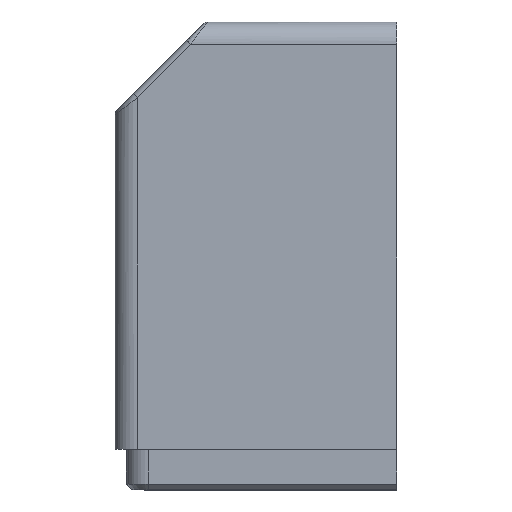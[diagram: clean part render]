
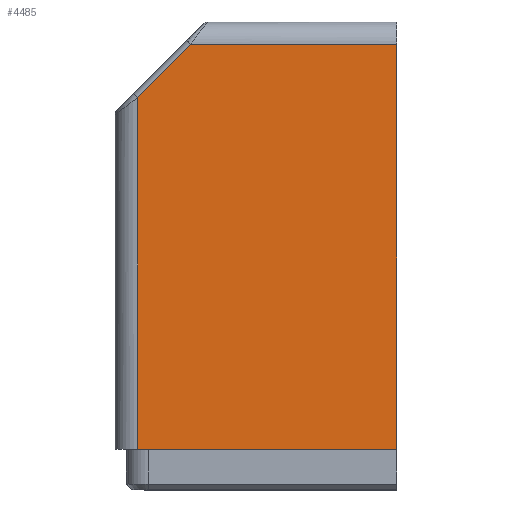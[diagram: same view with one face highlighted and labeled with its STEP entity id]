
A CAD part, left-side view. The second image highlights one B-rep face of the part: STEP entity #4485.
In plain terms, the highlighted planar face has unit normal (-1, 0, 0).
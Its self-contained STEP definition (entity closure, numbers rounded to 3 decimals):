
#55 = ORIENTED_EDGE ( 'NONE', *, *, #3326, .T. ) ;
#167 = LINE ( 'NONE', #6848, #7119 ) ;
#206 = VECTOR ( 'NONE', #3317, 1000. ) ;
#452 = ORIENTED_EDGE ( 'NONE', *, *, #3196, .T. ) ;
#499 = CARTESIAN_POINT ( 'NONE',  ( 55.393, 18., -5.262 ) ) ;
#566 = EDGE_CURVE ( 'NONE', #6459, #6269, #4711, .T. ) ;
#637 = DIRECTION ( 'NONE',  ( 0., 0., -1. ) ) ;
#1163 = VERTEX_POINT ( 'NONE', #4087 ) ;
#1202 = ORIENTED_EDGE ( 'NONE', *, *, #566, .F. ) ;
#1329 = PLANE ( 'NONE',  #4791 ) ;
#2366 = CARTESIAN_POINT ( 'NONE',  ( 55.393, 18., -43.162 ) ) ;
#2514 = CARTESIAN_POINT ( 'NONE',  ( 55.393, -5., -43.162 ) ) ;
#2701 = LINE ( 'NONE', #499, #4393 ) ;
#2766 = VERTEX_POINT ( 'NONE', #4674 ) ;
#2844 = DIRECTION ( 'NONE',  ( 0., 1., 0. ) ) ;
#3076 = DIRECTION ( 'NONE',  ( 1., 0., 0. ) ) ;
#3196 = EDGE_CURVE ( 'NONE', #1163, #2766, #3872, .T. ) ;
#3317 = DIRECTION ( 'NONE',  ( 0., 0.707, -0.707 ) ) ;
#3326 = EDGE_CURVE ( 'NONE', #6116, #1163, #167, .T. ) ;
#3343 = VECTOR ( 'NONE', #637, 1000. ) ;
#3508 = ORIENTED_EDGE ( 'NONE', *, *, #6594, .F. ) ;
#3565 = DIRECTION ( 'NONE',  ( 0., 1., 0. ) ) ;
#3606 = CARTESIAN_POINT ( 'NONE',  ( 55.393, 20., -43.162 ) ) ;
#3623 = FACE_OUTER_BOUND ( 'NONE', #3684, .T. ) ;
#3684 = EDGE_LOOP ( 'NONE', ( #5694, #1202, #3508, #55, #452 ) ) ;
#3872 = LINE ( 'NONE', #5432, #206 ) ;
#3890 = LINE ( 'NONE', #6181, #3343 ) ;
#4087 = CARTESIAN_POINT ( 'NONE',  ( 55.393, 13.293, -7.262 ) ) ;
#4321 = VECTOR ( 'NONE', #3565, 1000. ) ;
#4380 = DIRECTION ( 'NONE',  ( 0., 0., -1. ) ) ;
#4393 = VECTOR ( 'NONE', #4380, 1000. ) ;
#4485 = ADVANCED_FACE ( 'NONE', ( #3623 ), #1329, .F. ) ;
#4674 = CARTESIAN_POINT ( 'NONE',  ( 55.393, 18., -11.969 ) ) ;
#4711 = LINE ( 'NONE', #3606, #4321 ) ;
#4767 = DIRECTION ( 'NONE',  ( 0., 0., -1. ) ) ;
#4791 = AXIS2_PLACEMENT_3D ( 'NONE', #5877, #3076, #4767 ) ;
#5432 = CARTESIAN_POINT ( 'NONE',  ( 55.393, 15.646, -9.616 ) ) ;
#5694 = ORIENTED_EDGE ( 'NONE', *, *, #6208, .T. ) ;
#5877 = CARTESIAN_POINT ( 'NONE',  ( 55.393, 20., -5.262 ) ) ;
#5978 = CARTESIAN_POINT ( 'NONE',  ( 55.393, -5., -7.262 ) ) ;
#6116 = VERTEX_POINT ( 'NONE', #5978 ) ;
#6181 = CARTESIAN_POINT ( 'NONE',  ( 55.393, -5., -7.262 ) ) ;
#6208 = EDGE_CURVE ( 'NONE', #2766, #6269, #2701, .T. ) ;
#6269 = VERTEX_POINT ( 'NONE', #2366 ) ;
#6459 = VERTEX_POINT ( 'NONE', #2514 ) ;
#6594 = EDGE_CURVE ( 'NONE', #6116, #6459, #3890, .T. ) ;
#6848 = CARTESIAN_POINT ( 'NONE',  ( 55.393, 20., -7.262 ) ) ;
#7119 = VECTOR ( 'NONE', #2844, 1000. ) ;
